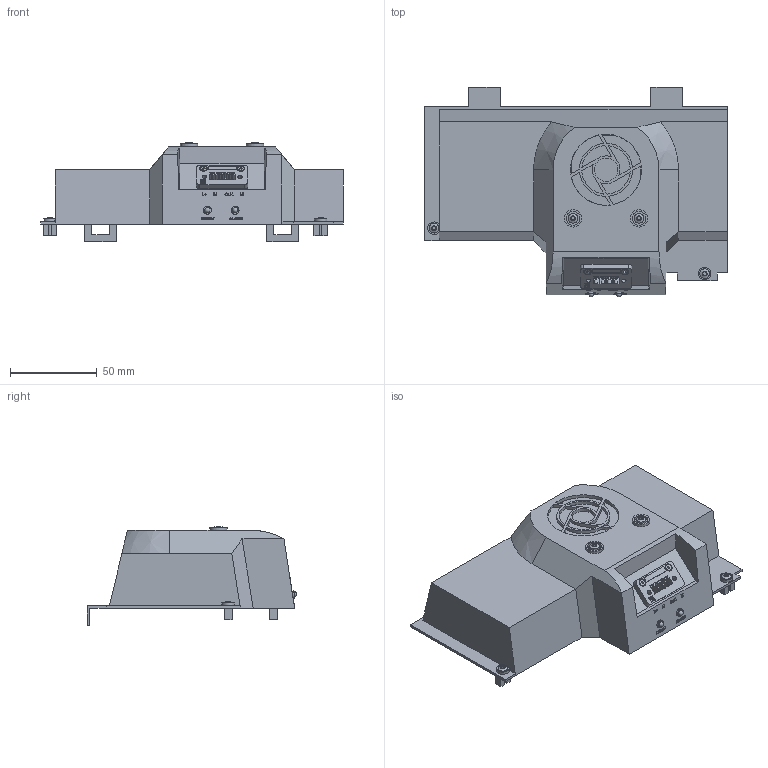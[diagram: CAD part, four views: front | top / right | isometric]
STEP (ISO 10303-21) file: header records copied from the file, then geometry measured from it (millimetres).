
FILE_DESCRIPTION(/* description */ (''),/* implementation_level */ '2;1');
FILE_NAME(/* name */ '6AG1593-0AA00-7AA0_3d.stp',/* time_stamp */ '2023-03-17T17:32:59+08:00',/* author */ (''),/* organization */ (''),/* preprocessor_version */ 'ST-DEVELOPER v18.102',/* originating_system */ 'SIEMENS PLM Software NX 2023',/* authorisation */ '');
FILE_SCHEMA (('AUTOMOTIVE_DESIGN { 1 0 10303 214 3 1 1 1 }'));
Length unit declared in the file: millimetre
Products named in the file (3): A5E52386475A_002; A5E52386474A_001; A5E52386471A_002
Assembly tree (2 placements, depth 2):
  A5E52386471A_002
    A5E52386474A_001
    A5E52386475A_002
Bounding box: 174.45 x 120.76 x 57.26 mm (x, y, z)
Volume: 202569.8 mm3; surface area: 77686.3 mm2
Topology: 37 solids, 37 shells, 907 faces, 2309 edges, 1516 vertices
Faces by surface type: plane 655, extrusion 122, cylinder 120, cone 8, sphere 2
Full cylindrical faces by diameter (mm): 0.457 x1, 1.6 x3, 2.5 x2, 3.8 x2, 4.5 x4, 5.6 x4, 7.2 x1, 8 x2, 10 x2, 13.5 x1
Entity records: 33945 total; most frequent: CARTESIAN_POINT 8967, ORIENTED_EDGE 4538, DIRECTION 3679, EDGE_CURVE 2269, VERTEX_POINT 1506, VECTOR 1427, LINE 1305, AXIS2_PLACEMENT_3D 1126
